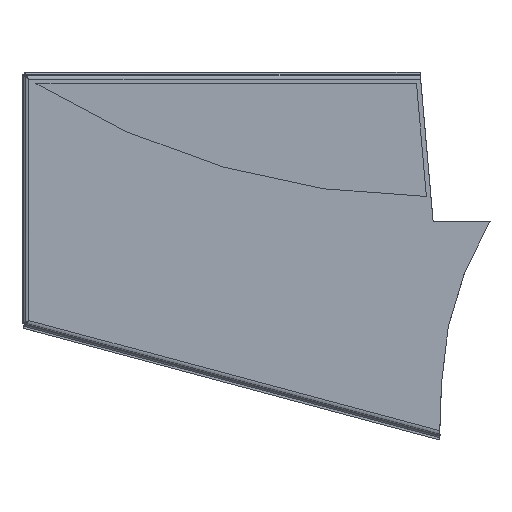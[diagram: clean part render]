
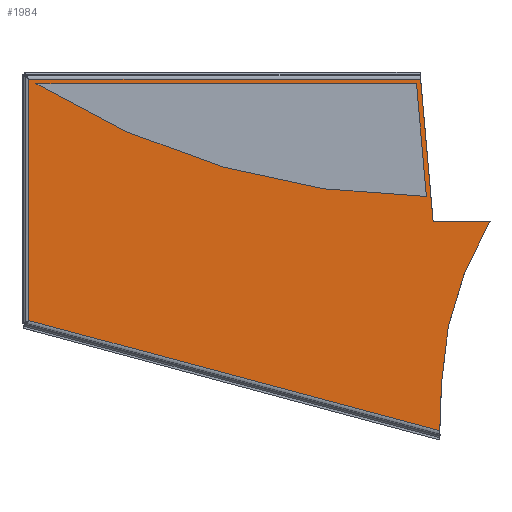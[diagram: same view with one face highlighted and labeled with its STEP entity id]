
A CAD part, left-side view. The second image highlights one B-rep face of the part: STEP entity #1984.
In plain terms, the highlighted face is planar.
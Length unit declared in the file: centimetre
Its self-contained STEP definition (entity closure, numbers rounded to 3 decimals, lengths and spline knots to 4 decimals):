
#45 = EDGE_CURVE ( 'NONE', #550, #9914, #3947, .T. ) ;
#135 = ORIENTED_EDGE ( 'NONE', *, *, #3462, .T. ) ;
#338 = CARTESIAN_POINT ( 'NONE',  ( 50.367, -191.6755, 39.0716 ) ) ;
#407 = VERTEX_POINT ( 'NONE', #1442 ) ;
#515 = DIRECTION ( 'NONE',  ( -1., 0., 0. ) ) ;
#550 = VERTEX_POINT ( 'NONE', #7610 ) ;
#969 = AXIS2_PLACEMENT_3D ( 'NONE', #7239, #7186, #7132 ) ;
#980 = CARTESIAN_POINT ( 'NONE',  ( 50.367, -135.8317, 34.8078 ) ) ;
#985 = ORIENTED_EDGE ( 'NONE', *, *, #9147, .F. ) ;
#1042 = VERTEX_POINT ( 'NONE', #1835 ) ;
#1172 = CARTESIAN_POINT ( 'NONE',  ( 50.367, -137.2466, 43.6942 ) ) ;
#1253 = VERTEX_POINT ( 'NONE', #6341 ) ;
#1280 = LINE ( 'NONE', #5294, #1959 ) ;
#1334 = ORIENTED_EDGE ( 'NONE', *, *, #3076, .T. ) ;
#1442 = CARTESIAN_POINT ( 'NONE',  ( 50.367, -135.8617, 27.865 ) ) ;
#1456 = VECTOR ( 'NONE', #1842, 100. ) ;
#1510 = ORIENTED_EDGE ( 'NONE', *, *, #2277, .F. ) ;
#1709 = CARTESIAN_POINT ( 'NONE',  ( 50.367, -191.6755, 10.4542 ) ) ;
#1835 = CARTESIAN_POINT ( 'NONE',  ( 50.367, -133.9766, -5.0078 ) ) ;
#1842 = DIRECTION ( 'NONE',  ( 0., -0.966, 0.259 ) ) ;
#1896 = VECTOR ( 'NONE', #9325, 100. ) ;
#1943 = EDGE_CURVE ( 'NONE', #3138, #4426, #7911, .T. ) ;
#1959 = VECTOR ( 'NONE', #6056, 100. ) ;
#1961 = DIRECTION ( 'NONE',  ( 1., 0., 0. ) ) ;
#1984 = ADVANCED_FACE ( 'NONE', ( #4173, #8068 ), #7312, .T. ) ;
#1998 = DIRECTION ( 'NONE',  ( 0., 0., -1. ) ) ;
#2190 = VERTEX_POINT ( 'NONE', #3791 ) ;
#2197 = CARTESIAN_POINT ( 'NONE',  ( 50.367, -190.6653, 43.6942 ) ) ;
#2277 = EDGE_CURVE ( 'NONE', #1253, #2190, #3841, .T. ) ;
#2306 = ORIENTED_EDGE ( 'NONE', *, *, #6098, .T. ) ;
#2460 = VECTOR ( 'NONE', #9566, 100. ) ;
#2540 = LINE ( 'NONE', #5003, #1456 ) ;
#2558 = DIRECTION ( 'NONE',  ( 0., -1., 0. ) ) ;
#2826 = VERTEX_POINT ( 'NONE', #8235 ) ;
#2882 = ORIENTED_EDGE ( 'NONE', *, *, #5420, .F. ) ;
#2947 = ORIENTED_EDGE ( 'NONE', *, *, #7178, .F. ) ;
#3076 = EDGE_CURVE ( 'NONE', #1042, #2826, #7926, .T. ) ;
#3138 = VERTEX_POINT ( 'NONE', #1709 ) ;
#3148 = DIRECTION ( 'NONE',  ( 0., 0.087, -0.996 ) ) ;
#3326 = CARTESIAN_POINT ( 'NONE',  ( 50.367, -133.8778, -2.1771 ) ) ;
#3459 = DIRECTION ( 'NONE',  ( 0., -0.707, -0.707 ) ) ;
#3462 = EDGE_CURVE ( 'NONE', #407, #4842, #7556, .T. ) ;
#3791 = CARTESIAN_POINT ( 'NONE',  ( 50.367, -136.6647, 44.3292 ) ) ;
#3822 = AXIS2_PLACEMENT_3D ( 'NONE', #7965, #1961, #2558 ) ;
#3841 = LINE ( 'NONE', #3995, #5268 ) ;
#3947 = LINE ( 'NONE', #9437, #1896 ) ;
#3995 = CARTESIAN_POINT ( 'NONE',  ( 50.367, -126.7786, 44.3292 ) ) ;
#4064 = DIRECTION ( 'NONE',  ( 0., 0., 1. ) ) ;
#4173 = FACE_OUTER_BOUND ( 'NONE', #7027, .T. ) ;
#4362 = ORIENTED_EDGE ( 'NONE', *, *, #4996, .T. ) ;
#4426 = VERTEX_POINT ( 'NONE', #4725 ) ;
#4486 = VECTOR ( 'NONE', #3459, 100. ) ;
#4647 = LINE ( 'NONE', #980, #7095 ) ;
#4725 = CARTESIAN_POINT ( 'NONE',  ( 50.367, -191.6755, 44.3274 ) ) ;
#4794 = CARTESIAN_POINT ( 'NONE',  ( 50.367, -126.9364, 24.334 ) ) ;
#4842 = VERTEX_POINT ( 'NONE', #2197 ) ;
#4859 = LINE ( 'NONE', #6481, #4486 ) ;
#4996 = EDGE_CURVE ( 'NONE', #1253, #4426, #4859, .T. ) ;
#5003 = CARTESIAN_POINT ( 'NONE',  ( 50.367, -138.2806, -3.8545 ) ) ;
#5139 = CARTESIAN_POINT ( 'NONE',  ( 50.367, -191.674, 10.4522 ) ) ;
#5152 = CIRCLE ( 'NONE', #969, 46.7233 ) ;
#5268 = VECTOR ( 'NONE', #9276, 100. ) ;
#5294 = CARTESIAN_POINT ( 'NONE',  ( 50.367, -181.4465, -2.8765 ) ) ;
#5420 = EDGE_CURVE ( 'NONE', #2190, #550, #4647, .T. ) ;
#5611 = EDGE_CURVE ( 'NONE', #407, #6063, #6536, .T. ) ;
#5618 = CARTESIAN_POINT ( 'NONE',  ( 50.367, -136.7657, 38.1979 ) ) ;
#5817 = CARTESIAN_POINT ( 'NONE',  ( 50.367, -135.2241, 132.8571 ) ) ;
#5858 = EDGE_CURVE ( 'NONE', #3138, #6277, #1280, .T. ) ;
#6056 = DIRECTION ( 'NONE',  ( 0., 0.609, -0.793 ) ) ;
#6063 = VERTEX_POINT ( 'NONE', #1172 ) ;
#6098 = EDGE_CURVE ( 'NONE', #2826, #9914, #5152, .T. ) ;
#6277 = VERTEX_POINT ( 'NONE', #5139 ) ;
#6341 = CARTESIAN_POINT ( 'NONE',  ( 50.367, -191.6737, 44.3292 ) ) ;
#6456 = LINE ( 'NONE', #6610, #2460 ) ;
#6481 = CARTESIAN_POINT ( 'NONE',  ( 50.367, -161.855, 74.148 ) ) ;
#6536 = LINE ( 'NONE', #5618, #9204 ) ;
#6610 = CARTESIAN_POINT ( 'NONE',  ( 50.367, -126.7786, 43.6942 ) ) ;
#7027 = EDGE_LOOP ( 'NONE', ( #9010, #2947, #1334, #2306, #9409, #2882, #1510, #4362, #9188 ) ) ;
#7095 = VECTOR ( 'NONE', #3148, 100. ) ;
#7132 = DIRECTION ( 'NONE',  ( 0., 0., 1. ) ) ;
#7167 = DIRECTION ( 'NONE',  ( 0., 0.035, 0.999 ) ) ;
#7178 = EDGE_CURVE ( 'NONE', #1042, #6277, #2540, .T. ) ;
#7186 = DIRECTION ( 'NONE',  ( -1., 0., 0. ) ) ;
#7201 = DIRECTION ( 'NONE',  ( 0., -0.087, 0.996 ) ) ;
#7239 = CARTESIAN_POINT ( 'NONE',  ( 50.367, -87.05, 0. ) ) ;
#7312 = PLANE ( 'NONE',  #3822 ) ;
#7556 = CIRCLE ( 'NONE', #8533, 104.994 ) ;
#7610 = CARTESIAN_POINT ( 'NONE',  ( 50.367, -134.9153, 24.334 ) ) ;
#7882 = VECTOR ( 'NONE', #7167, 100. ) ;
#7911 = LINE ( 'NONE', #338, #8031 ) ;
#7926 = LINE ( 'NONE', #3326, #7882 ) ;
#7965 = CARTESIAN_POINT ( 'NONE',  ( 50.367, -126.7786, 39.0716 ) ) ;
#8031 = VECTOR ( 'NONE', #4064, 100. ) ;
#8068 = FACE_BOUND ( 'NONE', #9567, .T. ) ;
#8235 = CARTESIAN_POINT ( 'NONE',  ( 50.367, -133.7448, 1.6306 ) ) ;
#8533 = AXIS2_PLACEMENT_3D ( 'NONE', #5817, #515, #1998 ) ;
#9010 = ORIENTED_EDGE ( 'NONE', *, *, #5858, .T. ) ;
#9147 = EDGE_CURVE ( 'NONE', #6063, #4842, #6456, .T. ) ;
#9188 = ORIENTED_EDGE ( 'NONE', *, *, #1943, .F. ) ;
#9204 = VECTOR ( 'NONE', #7201, 100. ) ;
#9276 = DIRECTION ( 'NONE',  ( 0., 1., 0. ) ) ;
#9290 = ORIENTED_EDGE ( 'NONE', *, *, #5611, .F. ) ;
#9325 = DIRECTION ( 'NONE',  ( 0., 1., 0. ) ) ;
#9409 = ORIENTED_EDGE ( 'NONE', *, *, #45, .F. ) ;
#9437 = CARTESIAN_POINT ( 'NONE',  ( 50.367, -130.9258, 24.334 ) ) ;
#9566 = DIRECTION ( 'NONE',  ( 0., -1., 0. ) ) ;
#9567 = EDGE_LOOP ( 'NONE', ( #9290, #135, #985 ) ) ;
#9914 = VERTEX_POINT ( 'NONE', #4794 ) ;
